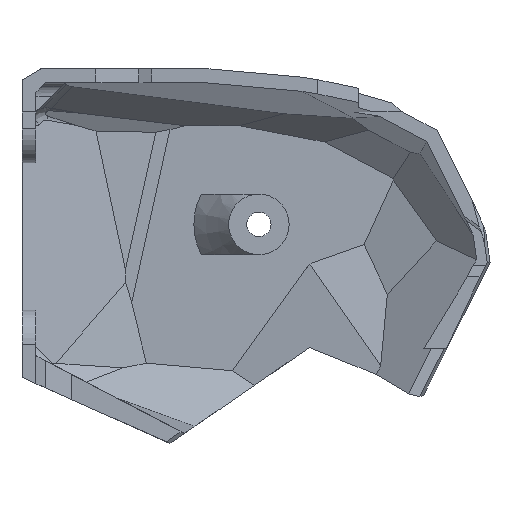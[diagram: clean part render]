
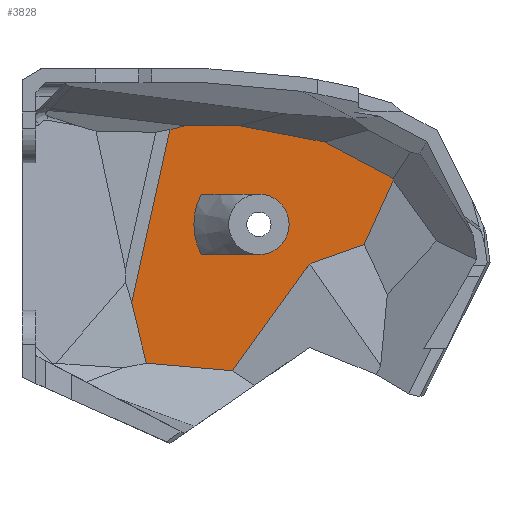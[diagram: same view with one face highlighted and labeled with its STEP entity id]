
A CAD part, left-side view. The second image highlights one B-rep face of the part: STEP entity #3828.
In plain terms, the highlighted planar face has unit normal (-1, 0, 0).
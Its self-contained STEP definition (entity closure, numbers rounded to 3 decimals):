
#13 = CARTESIAN_POINT ( 'NONE',  ( 202.13, 34.769, 99.549 ) ) ;
#47 = LINE ( 'NONE', #3363, #3217 ) ;
#55 = VERTEX_POINT ( 'NONE', #1432 ) ;
#105 = AXIS2_PLACEMENT_3D ( 'NONE', #3627, #1631, #2975 ) ;
#205 = EDGE_CURVE ( 'NONE', #2816, #3280, #1628, .T. ) ;
#219 = ORIENTED_EDGE ( 'NONE', *, *, #471, .F. ) ;
#248 = VECTOR ( 'NONE', #3388, 1000. ) ;
#255 = LINE ( 'NONE', #2268, #3697 ) ;
#301 = ORIENTED_EDGE ( 'NONE', *, *, #2172, .T. ) ;
#309 = EDGE_CURVE ( 'NONE', #2093, #2853, #3637, .T. ) ;
#340 = ORIENTED_EDGE ( 'NONE', *, *, #309, .T. ) ;
#396 = CARTESIAN_POINT ( 'NONE',  ( 202.13, -5.212, 107.375 ) ) ;
#470 = CARTESIAN_POINT ( 'NONE',  ( 202.13, 3.568, 112.226 ) ) ;
#471 = EDGE_CURVE ( 'NONE', #1556, #2500, #3838, .T. ) ;
#513 = CARTESIAN_POINT ( 'NONE',  ( 202.13, 24.635, 115.185 ) ) ;
#538 = ORIENTED_EDGE ( 'NONE', *, *, #3737, .T. ) ;
#587 = CARTESIAN_POINT ( 'NONE',  ( 202.13, 26.918, 114.641 ) ) ;
#648 = ORIENTED_EDGE ( 'NONE', *, *, #2624, .T. ) ;
#686 = DIRECTION ( 'NONE',  ( 0., 0.982, 0.187 ) ) ;
#731 = DIRECTION ( 'NONE',  ( 0., 0., -1. ) ) ;
#873 = CARTESIAN_POINT ( 'NONE',  ( 202.13, 14.13, 96.642 ) ) ;
#1004 = DIRECTION ( 'NONE',  ( 0., -0.415, 0.91 ) ) ;
#1088 = AXIS2_PLACEMENT_3D ( 'NONE', #2463, #3527, #3912 ) ;
#1093 = EDGE_CURVE ( 'NONE', #2306, #55, #3710, .T. ) ;
#1137 = ORIENTED_EDGE ( 'NONE', *, *, #3204, .T. ) ;
#1159 = EDGE_CURVE ( 'NONE', #2816, #1556, #1543, .T. ) ;
#1181 = CARTESIAN_POINT ( 'NONE',  ( 202.13, 17.414, 116.907 ) ) ;
#1182 = DIRECTION ( 'NONE',  ( 0., 1., 0. ) ) ;
#1358 = VECTOR ( 'NONE', #3819, 1000. ) ;
#1384 = DIRECTION ( 'NONE',  ( -1., 0., 0. ) ) ;
#1385 = DIRECTION ( 'NONE',  ( 0., -0.233, -0.972 ) ) ;
#1418 = CARTESIAN_POINT ( 'NONE',  ( 202.13, -6.995, 94.455 ) ) ;
#1420 = EDGE_CURVE ( 'NONE', #4003, #2824, #3081, .T. ) ;
#1432 = CARTESIAN_POINT ( 'NONE',  ( 202.13, 6.626, 95.415 ) ) ;
#1445 = DIRECTION ( 'NONE',  ( 0., 0.137, 0.991 ) ) ;
#1446 = CARTESIAN_POINT ( 'NONE',  ( 202.13, 11., 99.666 ) ) ;
#1465 = ORIENTED_EDGE ( 'NONE', *, *, #2446, .T. ) ;
#1480 = CARTESIAN_POINT ( 'NONE',  ( 202.13, -0.998, 98.127 ) ) ;
#1491 = VECTOR ( 'NONE', #1385, 1000. ) ;
#1503 = DIRECTION ( 'NONE',  ( 0., -0.584, 0.812 ) ) ;
#1516 = EDGE_CURVE ( 'NONE', #2853, #2586, #2044, .T. ) ;
#1526 = LINE ( 'NONE', #2844, #3020 ) ;
#1537 = EDGE_CURVE ( 'NONE', #2484, #2408, #3186, .T. ) ;
#1543 = LINE ( 'NONE', #1854, #1358 ) ;
#1556 = VERTEX_POINT ( 'NONE', #873 ) ;
#1581 = EDGE_CURVE ( 'NONE', #2586, #2306, #2476, .T. ) ;
#1628 = CIRCLE ( 'NONE', #1088, 9.35 ) ;
#1631 = DIRECTION ( 'NONE',  ( -1., 0., 0. ) ) ;
#1643 = LINE ( 'NONE', #2983, #3018 ) ;
#1666 = FACE_OUTER_BOUND ( 'NONE', #3247, .T. ) ;
#1671 = VERTEX_POINT ( 'NONE', #587 ) ;
#1738 = EDGE_LOOP ( 'NONE', ( #3985, #2202, #219, #4147 ) ) ;
#1743 = CARTESIAN_POINT ( 'NONE',  ( 202.13, 21.999, 80.304 ) ) ;
#1847 = CARTESIAN_POINT ( 'NONE',  ( 202.13, 9.306, 91.948 ) ) ;
#1854 = CARTESIAN_POINT ( 'NONE',  ( 202.13, 0., 96.642 ) ) ;
#1866 = LINE ( 'NONE', #1181, #2680 ) ;
#1903 = CARTESIAN_POINT ( 'NONE',  ( 202.13, 22.407, 105.342 ) ) ;
#2044 = LINE ( 'NONE', #1743, #2808 ) ;
#2054 = VECTOR ( 'NONE', #1182, 1000. ) ;
#2093 = VERTEX_POINT ( 'NONE', #2676 ) ;
#2172 = EDGE_CURVE ( 'NONE', #55, #2762, #1643, .T. ) ;
#2202 = ORIENTED_EDGE ( 'NONE', *, *, #3078, .T. ) ;
#2268 = CARTESIAN_POINT ( 'NONE',  ( 202.13, 3.619, 87.994 ) ) ;
#2303 = CARTESIAN_POINT ( 'NONE',  ( 202.13, 14.13, 105.342 ) ) ;
#2306 = VERTEX_POINT ( 'NONE', #2376 ) ;
#2376 = CARTESIAN_POINT ( 'NONE',  ( 202.13, 7.643, 94.259 ) ) ;
#2392 = FACE_BOUND ( 'NONE', #1738, .T. ) ;
#2408 = VERTEX_POINT ( 'NONE', #513 ) ;
#2443 = ORIENTED_EDGE ( 'NONE', *, *, #4209, .T. ) ;
#2446 = EDGE_CURVE ( 'NONE', #2824, #2484, #1526, .T. ) ;
#2463 = CARTESIAN_POINT ( 'NONE',  ( 202.13, 14.13, 100.992 ) ) ;
#2476 = LINE ( 'NONE', #1847, #2945 ) ;
#2484 = VERTEX_POINT ( 'NONE', #2627 ) ;
#2500 = VERTEX_POINT ( 'NONE', #2303 ) ;
#2514 = CARTESIAN_POINT ( 'NONE',  ( 202.13, 4.751, 112.855 ) ) ;
#2586 = VERTEX_POINT ( 'NONE', #4102 ) ;
#2623 = CARTESIAN_POINT ( 'NONE',  ( 202.13, -5.184, 107.578 ) ) ;
#2624 = EDGE_CURVE ( 'NONE', #3100, #4003, #2688, .T. ) ;
#2627 = CARTESIAN_POINT ( 'NONE',  ( 202.13, 16.976, 115.185 ) ) ;
#2676 = CARTESIAN_POINT ( 'NONE',  ( 202.13, 32.42, 89.753 ) ) ;
#2680 = VECTOR ( 'NONE', #3165, 1000. ) ;
#2683 = DIRECTION ( 'NONE',  ( 0., -1., 0. ) ) ;
#2684 = DIRECTION ( 'NONE',  ( 0., 0.216, -0.976 ) ) ;
#2688 = LINE ( 'NONE', #1418, #2861 ) ;
#2710 = ORIENTED_EDGE ( 'NONE', *, *, #1581, .T. ) ;
#2758 = DIRECTION ( 'NONE',  ( 1., 0., 0. ) ) ;
#2762 = VERTEX_POINT ( 'NONE', #1480 ) ;
#2763 = CARTESIAN_POINT ( 'NONE',  ( 202.13, 14.13, 100.992 ) ) ;
#2799 = PLANE ( 'NONE',  #3143 ) ;
#2808 = VECTOR ( 'NONE', #4035, 1000. ) ;
#2816 = VERTEX_POINT ( 'NONE', #4186 ) ;
#2824 = VERTEX_POINT ( 'NONE', #2514 ) ;
#2844 = CARTESIAN_POINT ( 'NONE',  ( 202.13, 4.057, 112.722 ) ) ;
#2853 = VERTEX_POINT ( 'NONE', #3965 ) ;
#2861 = VECTOR ( 'NONE', #1445, 1000. ) ;
#2945 = VECTOR ( 'NONE', #1503, 1000. ) ;
#2961 = DIRECTION ( 'NONE',  ( 0., -0.942, 0.335 ) ) ;
#2975 = DIRECTION ( 'NONE',  ( 0., 0., -1. ) ) ;
#2983 = CARTESIAN_POINT ( 'NONE',  ( 202.13, -6.321, 100.02 ) ) ;
#3011 = LINE ( 'NONE', #3362, #3441 ) ;
#3018 = VECTOR ( 'NONE', #2961, 1000. ) ;
#3020 = VECTOR ( 'NONE', #686, 1000. ) ;
#3078 = EDGE_CURVE ( 'NONE', #3280, #2500, #3011, .T. ) ;
#3081 = LINE ( 'NONE', #470, #248 ) ;
#3100 = VERTEX_POINT ( 'NONE', #396 ) ;
#3143 = AXIS2_PLACEMENT_3D ( 'NONE', #1446, #2758, #3639 ) ;
#3145 = ORIENTED_EDGE ( 'NONE', *, *, #1093, .T. ) ;
#3165 = DIRECTION ( 'NONE',  ( 0., 0.973, -0.232 ) ) ;
#3186 = LINE ( 'NONE', #4124, #2054 ) ;
#3204 = EDGE_CURVE ( 'NONE', #2408, #1671, #1866, .T. ) ;
#3217 = VECTOR ( 'NONE', #2684, 1000. ) ;
#3247 = EDGE_LOOP ( 'NONE', ( #3145, #301, #538, #648, #4262, #1465, #3290, #1137, #2443, #340, #4052, #2710 ) ) ;
#3280 = VERTEX_POINT ( 'NONE', #1903 ) ;
#3290 = ORIENTED_EDGE ( 'NONE', *, *, #1537, .T. ) ;
#3362 = CARTESIAN_POINT ( 'NONE',  ( 202.13, 0., 105.342 ) ) ;
#3363 = CARTESIAN_POINT ( 'NONE',  ( 202.13, 30.557, 98.181 ) ) ;
#3388 = DIRECTION ( 'NONE',  ( 0., 0.883, 0.469 ) ) ;
#3441 = VECTOR ( 'NONE', #2683, 1000. ) ;
#3527 = DIRECTION ( 'NONE',  ( 1., 0., 0. ) ) ;
#3627 = CARTESIAN_POINT ( 'NONE',  ( 202.13, 14.13, 100.992 ) ) ;
#3637 = LINE ( 'NONE', #13, #1491 ) ;
#3639 = DIRECTION ( 'NONE',  ( 0., 0., 1. ) ) ;
#3697 = VECTOR ( 'NONE', #1004, 1000. ) ;
#3710 = CIRCLE ( 'NONE', #4055, 9.35 ) ;
#3737 = EDGE_CURVE ( 'NONE', #2762, #3100, #255, .T. ) ;
#3819 = DIRECTION ( 'NONE',  ( 0., -1., 0. ) ) ;
#3828 = ADVANCED_FACE ( 'NONE', ( #1666, #2392 ), #2799, .F. ) ;
#3838 = CIRCLE ( 'NONE', #105, 4.35 ) ;
#3912 = DIRECTION ( 'NONE',  ( 0., 0., -1. ) ) ;
#3965 = CARTESIAN_POINT ( 'NONE',  ( 202.13, 30.329, 81.033 ) ) ;
#3985 = ORIENTED_EDGE ( 'NONE', *, *, #205, .T. ) ;
#4003 = VERTEX_POINT ( 'NONE', #2623 ) ;
#4035 = DIRECTION ( 'NONE',  ( 0., -0.996, -0.087 ) ) ;
#4052 = ORIENTED_EDGE ( 'NONE', *, *, #1516, .T. ) ;
#4055 = AXIS2_PLACEMENT_3D ( 'NONE', #2763, #1384, #731 ) ;
#4102 = CARTESIAN_POINT ( 'NONE',  ( 202.13, 17.939, 79.949 ) ) ;
#4124 = CARTESIAN_POINT ( 'NONE',  ( 202.13, 1.2, 115.185 ) ) ;
#4147 = ORIENTED_EDGE ( 'NONE', *, *, #1159, .F. ) ;
#4186 = CARTESIAN_POINT ( 'NONE',  ( 202.13, 22.407, 96.642 ) ) ;
#4209 = EDGE_CURVE ( 'NONE', #1671, #2093, #47, .T. ) ;
#4262 = ORIENTED_EDGE ( 'NONE', *, *, #1420, .T. ) ;
